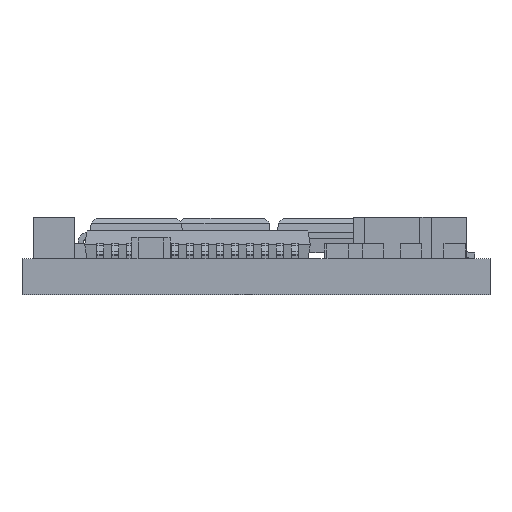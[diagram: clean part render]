
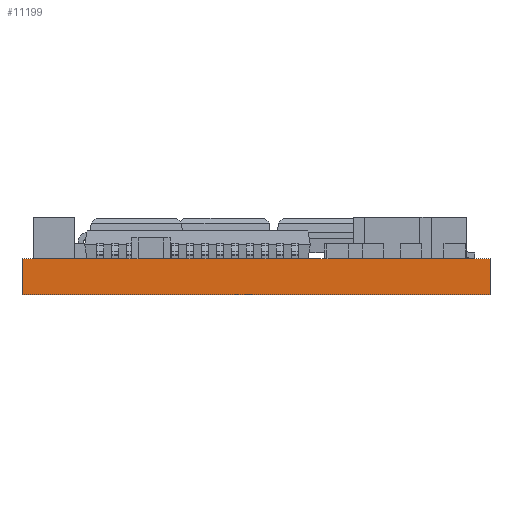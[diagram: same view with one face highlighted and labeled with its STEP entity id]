
A CAD part, front view. The second image highlights one B-rep face of the part: STEP entity #11199.
In plain terms, the highlighted planar face has unit normal (0, -1, 0).
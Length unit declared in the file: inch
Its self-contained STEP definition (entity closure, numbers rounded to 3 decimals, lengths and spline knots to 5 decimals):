
#4406 = CARTESIAN_POINT ( 'NONE',  ( 0.8, 0., 0. ) ) ;
#6022 = EDGE_LOOP ( 'NONE', ( #12817, #60546, #15522, #11565 ) ) ;
#6159 = CARTESIAN_POINT ( 'NONE',  ( 0., 0., 0. ) ) ;
#6210 = DIRECTION ( 'NONE',  ( 1., 0., 0. ) ) ;
#6972 = DIRECTION ( 'NONE',  ( 0., 1., 0. ) ) ;
#10578 = VECTOR ( 'NONE', #55658, 39.37008 ) ;
#11199 = ADVANCED_FACE ( 'NONE', ( #47168 ), #31991, .F. ) ;
#11565 = ORIENTED_EDGE ( 'NONE', *, *, #27170, .T. ) ;
#11900 = CARTESIAN_POINT ( 'NONE',  ( 0., 0., 0.062 ) ) ;
#12418 = VECTOR ( 'NONE', #58899, 39.37008 ) ;
#12817 = ORIENTED_EDGE ( 'NONE', *, *, #48937, .T. ) ;
#13582 = CARTESIAN_POINT ( 'NONE',  ( 0., 0., 0. ) ) ;
#15522 = ORIENTED_EDGE ( 'NONE', *, *, #30168, .F. ) ;
#16366 = CARTESIAN_POINT ( 'NONE',  ( 0., 0., 0.062 ) ) ;
#17313 = AXIS2_PLACEMENT_3D ( 'NONE', #11900, #6972, #41898 ) ;
#22521 = CARTESIAN_POINT ( 'NONE',  ( 0., 0., 0.062 ) ) ;
#24219 = VERTEX_POINT ( 'NONE', #6159 ) ;
#24890 = VERTEX_POINT ( 'NONE', #25267 ) ;
#25267 = CARTESIAN_POINT ( 'NONE',  ( 0.8, 0., 0.062 ) ) ;
#27170 = EDGE_CURVE ( 'NONE', #37171, #24219, #44106, .T. ) ;
#27311 = VECTOR ( 'NONE', #48846, 39.37008 ) ;
#30168 = EDGE_CURVE ( 'NONE', #37171, #24890, #35500, .T. ) ;
#30683 = EDGE_CURVE ( 'NONE', #24890, #34579, #35266, .T. ) ;
#31991 = PLANE ( 'NONE',  #17313 ) ;
#34579 = VERTEX_POINT ( 'NONE', #4406 ) ;
#35266 = LINE ( 'NONE', #45195, #10578 ) ;
#35500 = LINE ( 'NONE', #16366, #65155 ) ;
#37171 = VERTEX_POINT ( 'NONE', #22521 ) ;
#41898 = DIRECTION ( 'NONE',  ( 1., 0., 0. ) ) ;
#43467 = CARTESIAN_POINT ( 'NONE',  ( 0., 0., 0.062 ) ) ;
#44106 = LINE ( 'NONE', #43467, #12418 ) ;
#45195 = CARTESIAN_POINT ( 'NONE',  ( 0.8, 0., 0.062 ) ) ;
#47168 = FACE_OUTER_BOUND ( 'NONE', #6022, .T. ) ;
#48846 = DIRECTION ( 'NONE',  ( 1., 0., 0. ) ) ;
#48937 = EDGE_CURVE ( 'NONE', #24219, #34579, #63620, .T. ) ;
#55658 = DIRECTION ( 'NONE',  ( 0., 0., -1. ) ) ;
#58899 = DIRECTION ( 'NONE',  ( 0., 0., -1. ) ) ;
#60546 = ORIENTED_EDGE ( 'NONE', *, *, #30683, .F. ) ;
#63620 = LINE ( 'NONE', #13582, #27311 ) ;
#65155 = VECTOR ( 'NONE', #6210, 39.37008 ) ;
